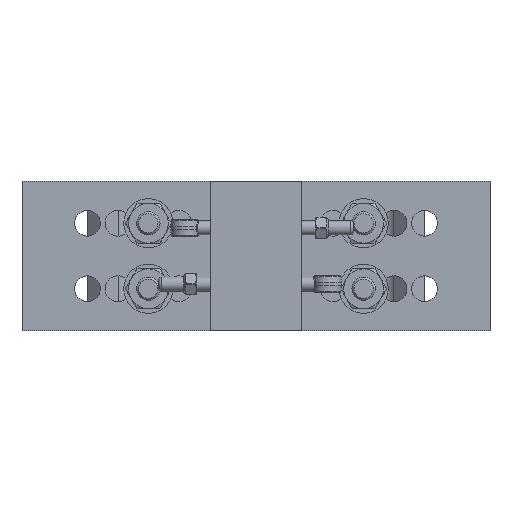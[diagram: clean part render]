
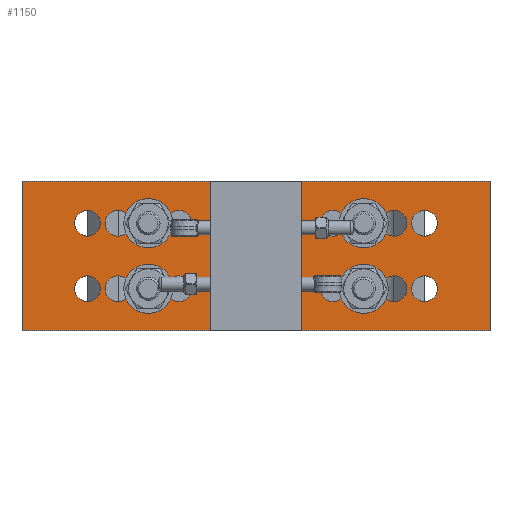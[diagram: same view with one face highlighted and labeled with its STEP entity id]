
A CAD part, front view. The second image highlights one B-rep face of the part: STEP entity #1150.
In plain terms, the highlighted planar face has unit normal (0, -1, 0).
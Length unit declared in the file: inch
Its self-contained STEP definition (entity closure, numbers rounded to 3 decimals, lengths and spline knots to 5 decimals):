
#374=CARTESIAN_POINT('',(6.75,0.,-1.75));
#375=VERTEX_POINT('',#374);
#383=CARTESIAN_POINT('',(5.75,0.,-1.75));
#384=VERTEX_POINT('',#383);
#391=CARTESIAN_POINT('',(6.75,0.,-1.75));
#392=DIRECTION('',(-1.0,0.0,0.0));
#393=VECTOR('',#392,1.);
#394=LINE('',#391,#393);
#395=EDGE_CURVE('',#375,#384,#394,.T.);
#405=CARTESIAN_POINT('',(5.75,0.,1.75));
#406=VERTEX_POINT('',#405);
#413=CARTESIAN_POINT('',(5.75,0.0,-1.75));
#414=DIRECTION('',(0.0,0.0,1.0));
#415=VECTOR('',#414,3.5);
#416=LINE('',#413,#415);
#417=EDGE_CURVE('',#384,#406,#416,.T.);
#429=CARTESIAN_POINT('',(6.75,0.,1.75));
#430=VERTEX_POINT('',#429);
#439=CARTESIAN_POINT('',(6.75,0.,1.75));
#440=DIRECTION('',(0.0,0.0,-1.0));
#441=VECTOR('',#440,3.5);
#442=LINE('',#439,#441);
#443=EDGE_CURVE('',#430,#375,#442,.T.);
#456=CARTESIAN_POINT('',(5.75,0.,1.75));
#457=DIRECTION('',(1.0,0.0,0.0));
#458=VECTOR('',#457,1.);
#459=LINE('',#456,#458);
#460=EDGE_CURVE('',#406,#430,#459,.T.);
#470=CARTESIAN_POINT('',(7.96875,0.,0.875));
#471=VERTEX_POINT('',#470);
#472=CARTESIAN_POINT('',(8.3125,0.0,0.875));
#473=DIRECTION('',(0.0,1.0,0.0));
#474=DIRECTION('',(1.0,0.0,0.0));
#475=AXIS2_PLACEMENT_3D('',#472,#473,#474);
#476=CIRCLE('',#475,0.34375);
#477=EDGE_CURVE('',#471,#471,#476,.T.);
#498=CARTESIAN_POINT('',(8.78125,0.,0.875));
#499=VERTEX_POINT('',#498);
#500=CARTESIAN_POINT('',(9.125,0.0,0.875));
#501=DIRECTION('',(0.0,1.0,0.0));
#502=DIRECTION('',(1.0,0.0,0.0));
#503=AXIS2_PLACEMENT_3D('',#500,#501,#502);
#504=CIRCLE('',#503,0.34375);
#505=EDGE_CURVE('',#499,#499,#504,.T.);
#526=CARTESIAN_POINT('',(9.59375,0.,0.875));
#527=VERTEX_POINT('',#526);
#528=CARTESIAN_POINT('',(9.9375,0.0,0.875));
#529=DIRECTION('',(0.0,1.0,0.0));
#530=DIRECTION('',(1.0,0.0,0.0));
#531=AXIS2_PLACEMENT_3D('',#528,#529,#530);
#532=CIRCLE('',#531,0.34375);
#533=EDGE_CURVE('',#527,#527,#532,.T.);
#554=CARTESIAN_POINT('',(10.40625,0.,0.875));
#555=VERTEX_POINT('',#554);
#556=CARTESIAN_POINT('',(10.75,0.0,0.875));
#557=DIRECTION('',(0.0,1.0,0.0));
#558=DIRECTION('',(1.0,0.0,0.0));
#559=AXIS2_PLACEMENT_3D('',#556,#557,#558);
#560=CIRCLE('',#559,0.34375);
#561=EDGE_CURVE('',#555,#555,#560,.T.);
#582=CARTESIAN_POINT('',(10.40625,0.,-0.875));
#583=VERTEX_POINT('',#582);
#584=CARTESIAN_POINT('',(10.75,0.0,-0.875));
#585=DIRECTION('',(0.0,1.0,0.0));
#586=DIRECTION('',(1.0,0.0,0.0));
#587=AXIS2_PLACEMENT_3D('',#584,#585,#586);
#588=CIRCLE('',#587,0.34375);
#589=EDGE_CURVE('',#583,#583,#588,.T.);
#610=CARTESIAN_POINT('',(9.59375,0.,-0.875));
#611=VERTEX_POINT('',#610);
#612=CARTESIAN_POINT('',(9.9375,0.0,-0.875));
#613=DIRECTION('',(0.0,1.0,0.0));
#614=DIRECTION('',(1.0,0.0,0.0));
#615=AXIS2_PLACEMENT_3D('',#612,#613,#614);
#616=CIRCLE('',#615,0.34375);
#617=EDGE_CURVE('',#611,#611,#616,.T.);
#638=CARTESIAN_POINT('',(8.78125,0.,-0.875));
#639=VERTEX_POINT('',#638);
#640=CARTESIAN_POINT('',(9.125,0.0,-0.875));
#641=DIRECTION('',(0.0,1.0,0.0));
#642=DIRECTION('',(1.0,0.0,0.0));
#643=AXIS2_PLACEMENT_3D('',#640,#641,#642);
#644=CIRCLE('',#643,0.34375);
#645=EDGE_CURVE('',#639,#639,#644,.T.);
#666=CARTESIAN_POINT('',(7.96875,0.,-0.875));
#667=VERTEX_POINT('',#666);
#668=CARTESIAN_POINT('',(8.3125,0.0,-0.875));
#669=DIRECTION('',(0.0,1.0,0.0));
#670=DIRECTION('',(1.0,0.0,0.0));
#671=AXIS2_PLACEMENT_3D('',#668,#669,#670);
#672=CIRCLE('',#671,0.34375);
#673=EDGE_CURVE('',#667,#667,#672,.T.);
#694=CARTESIAN_POINT('',(2.21875,0.,0.875));
#695=VERTEX_POINT('',#694);
#696=CARTESIAN_POINT('',(2.5625,0.,0.875));
#697=DIRECTION('',(0.0,1.0,0.0));
#698=DIRECTION('',(1.0,0.0,0.0));
#699=AXIS2_PLACEMENT_3D('',#696,#697,#698);
#700=CIRCLE('',#699,0.34375);
#701=EDGE_CURVE('',#695,#695,#700,.T.);
#722=CARTESIAN_POINT('',(3.03125,0.,0.875));
#723=VERTEX_POINT('',#722);
#724=CARTESIAN_POINT('',(3.375,0.,0.875));
#725=DIRECTION('',(0.0,1.0,0.0));
#726=DIRECTION('',(1.0,0.0,0.0));
#727=AXIS2_PLACEMENT_3D('',#724,#725,#726);
#728=CIRCLE('',#727,0.34375);
#729=EDGE_CURVE('',#723,#723,#728,.T.);
#750=CARTESIAN_POINT('',(3.84375,0.,0.875));
#751=VERTEX_POINT('',#750);
#752=CARTESIAN_POINT('',(4.1875,0.,0.875));
#753=DIRECTION('',(0.0,1.0,0.0));
#754=DIRECTION('',(1.0,0.0,0.0));
#755=AXIS2_PLACEMENT_3D('',#752,#753,#754);
#756=CIRCLE('',#755,0.34375);
#757=EDGE_CURVE('',#751,#751,#756,.T.);
#778=CARTESIAN_POINT('',(3.84375,0.,-0.875));
#779=VERTEX_POINT('',#778);
#780=CARTESIAN_POINT('',(4.1875,0.,-0.875));
#781=DIRECTION('',(0.0,1.0,0.0));
#782=DIRECTION('',(1.0,0.0,0.0));
#783=AXIS2_PLACEMENT_3D('',#780,#781,#782);
#784=CIRCLE('',#783,0.34375);
#785=EDGE_CURVE('',#779,#779,#784,.T.);
#806=CARTESIAN_POINT('',(3.03125,0.,-0.875));
#807=VERTEX_POINT('',#806);
#808=CARTESIAN_POINT('',(3.375,0.,-0.875));
#809=DIRECTION('',(0.0,1.0,0.0));
#810=DIRECTION('',(1.0,0.0,0.0));
#811=AXIS2_PLACEMENT_3D('',#808,#809,#810);
#812=CIRCLE('',#811,0.34375);
#813=EDGE_CURVE('',#807,#807,#812,.T.);
#834=CARTESIAN_POINT('',(2.21875,0.,-0.875));
#835=VERTEX_POINT('',#834);
#836=CARTESIAN_POINT('',(2.5625,0.,-0.875));
#837=DIRECTION('',(0.0,1.0,0.0));
#838=DIRECTION('',(1.0,0.0,0.0));
#839=AXIS2_PLACEMENT_3D('',#836,#837,#838);
#840=CIRCLE('',#839,0.34375);
#841=EDGE_CURVE('',#835,#835,#840,.T.);
#862=CARTESIAN_POINT('',(1.40625,0.,-0.875));
#863=VERTEX_POINT('',#862);
#864=CARTESIAN_POINT('',(1.75,0.,-0.875));
#865=DIRECTION('',(0.0,1.0,0.0));
#866=DIRECTION('',(1.0,0.0,0.0));
#867=AXIS2_PLACEMENT_3D('',#864,#865,#866);
#868=CIRCLE('',#867,0.34375);
#869=EDGE_CURVE('',#863,#863,#868,.T.);
#890=CARTESIAN_POINT('',(1.40625,0.,0.875));
#891=VERTEX_POINT('',#890);
#892=CARTESIAN_POINT('',(1.75,0.,0.875));
#893=DIRECTION('',(0.0,1.0,0.0));
#894=DIRECTION('',(1.0,0.0,0.0));
#895=AXIS2_PLACEMENT_3D('',#892,#893,#894);
#896=CIRCLE('',#895,0.34375);
#897=EDGE_CURVE('',#891,#891,#896,.T.);
#918=CARTESIAN_POINT('',(12.5,0.,-2.0));
#919=VERTEX_POINT('',#918);
#928=CARTESIAN_POINT('',(0.0,0.0,-2.0));
#929=VERTEX_POINT('',#928);
#930=CARTESIAN_POINT('',(0.0,0.0,-2.0));
#931=DIRECTION('',(1.0,0.0,0.0));
#932=VECTOR('',#931,12.5);
#933=LINE('',#930,#932);
#934=EDGE_CURVE('',#929,#919,#933,.T.);
#958=CARTESIAN_POINT('',(0.0,0.0,2.0));
#959=VERTEX_POINT('',#958);
#975=CARTESIAN_POINT('',(0.0,0.0,2.0));
#976=DIRECTION('',(0.0,0.0,-1.0));
#977=VECTOR('',#976,4.0);
#978=LINE('',#975,#977);
#979=EDGE_CURVE('',#959,#929,#978,.T.);
#1061=CARTESIAN_POINT('',(12.5,0.,2.0));
#1062=VERTEX_POINT('',#1061);
#1069=CARTESIAN_POINT('',(12.5,0.,-2.0));
#1070=DIRECTION('',(0.0,0.0,1.0));
#1071=VECTOR('',#1070,4.0);
#1072=LINE('',#1069,#1071);
#1073=EDGE_CURVE('',#919,#1062,#1072,.T.);
#1080=CARTESIAN_POINT('',(12.5,0.,0.0));
#1081=DIRECTION('',(0.0,-1.0,0.0));
#1082=DIRECTION('',(0.0,0.0,-1.0));
#1083=AXIS2_PLACEMENT_3D('',#1080,#1081,#1082);
#1084=PLANE('',#1083);
#1085=CARTESIAN_POINT('',(12.5,0.,2.0));
#1086=DIRECTION('',(-1.0,0.0,0.0));
#1087=VECTOR('',#1086,12.5);
#1088=LINE('',#1085,#1087);
#1089=EDGE_CURVE('',#1062,#959,#1088,.T.);
#1090=ORIENTED_EDGE('',*,*,#1089,.T.);
#1091=ORIENTED_EDGE('',*,*,#979,.T.);
#1092=ORIENTED_EDGE('',*,*,#934,.T.);
#1093=ORIENTED_EDGE('',*,*,#1073,.T.);
#1094=EDGE_LOOP('',(#1090,#1091,#1092,#1093));
#1095=FACE_OUTER_BOUND('',#1094,.T.);
#1096=ORIENTED_EDGE('',*,*,#395,.T.);
#1097=ORIENTED_EDGE('',*,*,#417,.T.);
#1098=ORIENTED_EDGE('',*,*,#460,.T.);
#1099=ORIENTED_EDGE('',*,*,#443,.T.);
#1100=EDGE_LOOP('',(#1096,#1097,#1098,#1099));
#1101=FACE_BOUND('',#1100,.T.);
#1102=ORIENTED_EDGE('',*,*,#477,.T.);
#1103=EDGE_LOOP('',(#1102));
#1104=FACE_BOUND('',#1103,.T.);
#1105=ORIENTED_EDGE('',*,*,#505,.T.);
#1106=EDGE_LOOP('',(#1105));
#1107=FACE_BOUND('',#1106,.T.);
#1108=ORIENTED_EDGE('',*,*,#533,.T.);
#1109=EDGE_LOOP('',(#1108));
#1110=FACE_BOUND('',#1109,.T.);
#1111=ORIENTED_EDGE('',*,*,#561,.T.);
#1112=EDGE_LOOP('',(#1111));
#1113=FACE_BOUND('',#1112,.T.);
#1114=ORIENTED_EDGE('',*,*,#589,.T.);
#1115=EDGE_LOOP('',(#1114));
#1116=FACE_BOUND('',#1115,.T.);
#1117=ORIENTED_EDGE('',*,*,#617,.T.);
#1118=EDGE_LOOP('',(#1117));
#1119=FACE_BOUND('',#1118,.T.);
#1120=ORIENTED_EDGE('',*,*,#645,.T.);
#1121=EDGE_LOOP('',(#1120));
#1122=FACE_BOUND('',#1121,.T.);
#1123=ORIENTED_EDGE('',*,*,#673,.T.);
#1124=EDGE_LOOP('',(#1123));
#1125=FACE_BOUND('',#1124,.T.);
#1126=ORIENTED_EDGE('',*,*,#701,.T.);
#1127=EDGE_LOOP('',(#1126));
#1128=FACE_BOUND('',#1127,.T.);
#1129=ORIENTED_EDGE('',*,*,#729,.T.);
#1130=EDGE_LOOP('',(#1129));
#1131=FACE_BOUND('',#1130,.T.);
#1132=ORIENTED_EDGE('',*,*,#757,.T.);
#1133=EDGE_LOOP('',(#1132));
#1134=FACE_BOUND('',#1133,.T.);
#1135=ORIENTED_EDGE('',*,*,#785,.T.);
#1136=EDGE_LOOP('',(#1135));
#1137=FACE_BOUND('',#1136,.T.);
#1138=ORIENTED_EDGE('',*,*,#813,.T.);
#1139=EDGE_LOOP('',(#1138));
#1140=FACE_BOUND('',#1139,.T.);
#1141=ORIENTED_EDGE('',*,*,#841,.T.);
#1142=EDGE_LOOP('',(#1141));
#1143=FACE_BOUND('',#1142,.T.);
#1144=ORIENTED_EDGE('',*,*,#869,.T.);
#1145=EDGE_LOOP('',(#1144));
#1146=FACE_BOUND('',#1145,.T.);
#1147=ORIENTED_EDGE('',*,*,#897,.T.);
#1148=EDGE_LOOP('',(#1147));
#1149=FACE_BOUND('',#1148,.T.);
#1150=ADVANCED_FACE('',(#1095,#1101,#1104,#1107,#1110,#1113,#1116,#1119,#1122,#1125,#1128,#1131,#1134,#1137,#1140,#1143,#1146,#1149),#1084,.T.);
